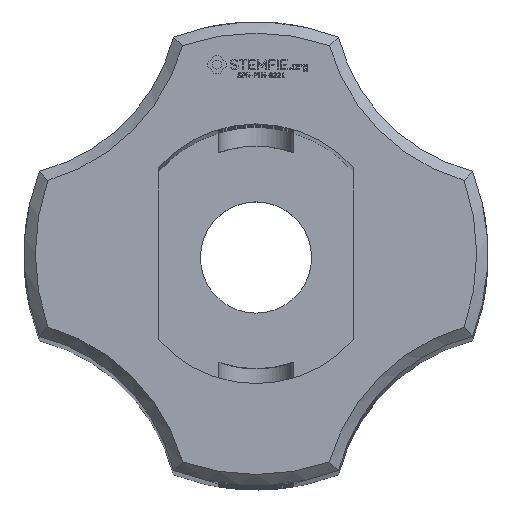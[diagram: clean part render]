
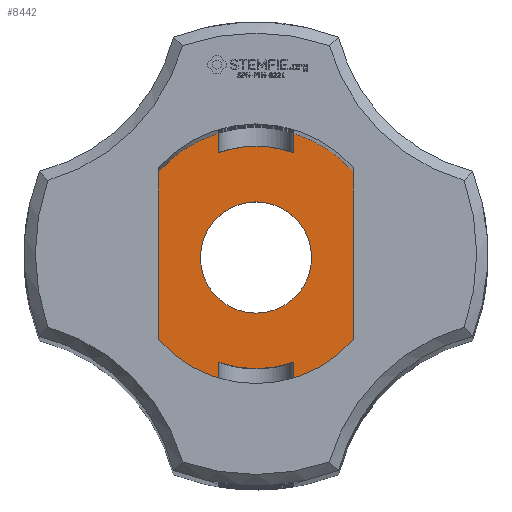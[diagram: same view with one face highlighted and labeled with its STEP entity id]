
A CAD part, top view. The second image highlights one B-rep face of the part: STEP entity #8442.
In plain terms, the highlighted planar face has unit normal (0, 0, 1).
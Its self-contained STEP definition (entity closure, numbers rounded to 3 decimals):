
#2147 = VERTEX_POINT('',#2148);
#2148 = CARTESIAN_POINT('',(2.829,0.998,11.));
#2168 = EDGE_CURVE('',#2169,#2147,#2171,.T.);
#2169 = VERTEX_POINT('',#2170);
#2170 = CARTESIAN_POINT('',(2.625,0.998,11.));
#2171 = LINE('',#2172,#2173);
#2172 = CARTESIAN_POINT('',(71.696,0.998,11.));
#2173 = VECTOR('',#2174,1.);
#2174 = DIRECTION('',(1.,0.,0.));
#2177 = VERTEX_POINT('',#2178);
#2178 = CARTESIAN_POINT('',(2.625,-0.998,11.));
#2185 = EDGE_CURVE('',#2177,#2186,#2188,.T.);
#2186 = VERTEX_POINT('',#2187);
#2187 = CARTESIAN_POINT('',(2.829,-0.998,11.));
#2188 = LINE('',#2189,#2190);
#2189 = CARTESIAN_POINT('',(71.696,-0.998,11.));
#2190 = VECTOR('',#2191,1.);
#2191 = DIRECTION('',(1.,0.,0.));
#8337 = EDGE_CURVE('',#8338,#2169,#8340,.T.);
#8338 = VERTEX_POINT('',#8339);
#8339 = CARTESIAN_POINT('',(2.625,2.315,11.));
#8340 = LINE('',#8341,#8342);
#8341 = CARTESIAN_POINT('',(2.625,2.315,11.));
#8342 = VECTOR('',#8343,1.);
#8343 = DIRECTION('',(0.,-1.,0.));
#8353 = VERTEX_POINT('',#8354);
#8354 = CARTESIAN_POINT('',(2.625,-2.315,11.));
#8360 = EDGE_CURVE('',#2177,#8353,#8361,.T.);
#8361 = LINE('',#8362,#8363);
#8362 = CARTESIAN_POINT('',(2.625,2.315,11.));
#8363 = VECTOR('',#8364,1.);
#8364 = DIRECTION('',(0.,-1.,0.));
#8429 = EDGE_CURVE('',#2147,#2186,#8430,.T.);
#8430 = CIRCLE('',#8431,3.);
#8431 = AXIS2_PLACEMENT_3D('',#8432,#8433,#8434);
#8432 = CARTESIAN_POINT('',(0.,0.,11.));
#8433 = DIRECTION('',(0.,0.,-1.));
#8434 = DIRECTION('',(0.,1.,0.));
#8442 = ADVANCED_FACE('',(#8443,#8584),#8595,.T.);
#8443 = FACE_BOUND('',#8444,.T.);
#8444 = EDGE_LOOP('',(#8445,#8446,#8447,#8448,#8449,#8458,#8466,#8475,
    #8484,#8492,#8501,#8509,#8517,#8526,#8534,#8542,#8551,#8559,#8568,
    #8576,#8583));
#8445 = ORIENTED_EDGE('',*,*,#2185,.T.);
#8446 = ORIENTED_EDGE('',*,*,#8429,.F.);
#8447 = ORIENTED_EDGE('',*,*,#2168,.F.);
#8448 = ORIENTED_EDGE('',*,*,#8337,.F.);
#8449 = ORIENTED_EDGE('',*,*,#8450,.T.);
#8450 = EDGE_CURVE('',#8338,#8451,#8453,.T.);
#8451 = VERTEX_POINT('',#8452);
#8452 = CARTESIAN_POINT('',(0.998,3.355,11.));
#8453 = CIRCLE('',#8454,3.5);
#8454 = AXIS2_PLACEMENT_3D('',#8455,#8456,#8457);
#8455 = CARTESIAN_POINT('',(0.,0.,11.)
  );
#8456 = DIRECTION('',(0.,0.,1.));
#8457 = DIRECTION('',(1.,0.,0.));
#8458 = ORIENTED_EDGE('',*,*,#8459,.T.);
#8459 = EDGE_CURVE('',#8451,#8460,#8462,.T.);
#8460 = VERTEX_POINT('',#8461);
#8461 = CARTESIAN_POINT('',(0.998,2.829,11.));
#8462 = LINE('',#8463,#8464);
#8463 = CARTESIAN_POINT('',(0.998,-71.696,11.));
#8464 = VECTOR('',#8465,1.);
#8465 = DIRECTION('',(0.,-1.,0.));
#8466 = ORIENTED_EDGE('',*,*,#8467,.F.);
#8467 = EDGE_CURVE('',#8468,#8460,#8470,.T.);
#8468 = VERTEX_POINT('',#8469);
#8469 = CARTESIAN_POINT('',(0.,3.,11.));
#8470 = CIRCLE('',#8471,3.);
#8471 = AXIS2_PLACEMENT_3D('',#8472,#8473,#8474);
#8472 = CARTESIAN_POINT('',(0.,0.,11.));
#8473 = DIRECTION('',(0.,0.,-1.));
#8474 = DIRECTION('',(0.,1.,0.));
#8475 = ORIENTED_EDGE('',*,*,#8476,.F.);
#8476 = EDGE_CURVE('',#8477,#8468,#8479,.T.);
#8477 = VERTEX_POINT('',#8478);
#8478 = CARTESIAN_POINT('',(-0.998,2.829,11.));
#8479 = CIRCLE('',#8480,3.);
#8480 = AXIS2_PLACEMENT_3D('',#8481,#8482,#8483);
#8481 = CARTESIAN_POINT('',(0.,0.,11.));
#8482 = DIRECTION('',(0.,0.,-1.));
#8483 = DIRECTION('',(0.,1.,0.));
#8484 = ORIENTED_EDGE('',*,*,#8485,.F.);
#8485 = EDGE_CURVE('',#8486,#8477,#8488,.T.);
#8486 = VERTEX_POINT('',#8487);
#8487 = CARTESIAN_POINT('',(-0.998,3.355,11.));
#8488 = LINE('',#8489,#8490);
#8489 = CARTESIAN_POINT('',(-0.998,-71.696,11.));
#8490 = VECTOR('',#8491,1.);
#8491 = DIRECTION('',(0.,-1.,0.));
#8492 = ORIENTED_EDGE('',*,*,#8493,.T.);
#8493 = EDGE_CURVE('',#8486,#8494,#8496,.T.);
#8494 = VERTEX_POINT('',#8495);
#8495 = CARTESIAN_POINT('',(-2.625,2.315,11.));
#8496 = CIRCLE('',#8497,3.5);
#8497 = AXIS2_PLACEMENT_3D('',#8498,#8499,#8500);
#8498 = CARTESIAN_POINT('',(0.,0.,11.)
  );
#8499 = DIRECTION('',(0.,0.,1.));
#8500 = DIRECTION('',(1.,0.,0.));
#8501 = ORIENTED_EDGE('',*,*,#8502,.T.);
#8502 = EDGE_CURVE('',#8494,#8503,#8505,.T.);
#8503 = VERTEX_POINT('',#8504);
#8504 = CARTESIAN_POINT('',(-2.625,0.998,11.));
#8505 = LINE('',#8506,#8507);
#8506 = CARTESIAN_POINT('',(-2.625,2.315,11.));
#8507 = VECTOR('',#8508,1.);
#8508 = DIRECTION('',(0.,-1.,0.));
#8509 = ORIENTED_EDGE('',*,*,#8510,.F.);
#8510 = EDGE_CURVE('',#8511,#8503,#8513,.T.);
#8511 = VERTEX_POINT('',#8512);
#8512 = CARTESIAN_POINT('',(-2.829,0.998,11.));
#8513 = LINE('',#8514,#8515);
#8514 = CARTESIAN_POINT('',(71.696,0.998,11.));
#8515 = VECTOR('',#8516,1.);
#8516 = DIRECTION('',(1.,0.,0.));
#8517 = ORIENTED_EDGE('',*,*,#8518,.F.);
#8518 = EDGE_CURVE('',#8519,#8511,#8521,.T.);
#8519 = VERTEX_POINT('',#8520);
#8520 = CARTESIAN_POINT('',(-2.829,-0.998,11.));
#8521 = CIRCLE('',#8522,3.);
#8522 = AXIS2_PLACEMENT_3D('',#8523,#8524,#8525);
#8523 = CARTESIAN_POINT('',(0.,0.,11.));
#8524 = DIRECTION('',(0.,0.,-1.));
#8525 = DIRECTION('',(0.,1.,0.));
#8526 = ORIENTED_EDGE('',*,*,#8527,.T.);
#8527 = EDGE_CURVE('',#8519,#8528,#8530,.T.);
#8528 = VERTEX_POINT('',#8529);
#8529 = CARTESIAN_POINT('',(-2.625,-0.998,11.));
#8530 = LINE('',#8531,#8532);
#8531 = CARTESIAN_POINT('',(71.696,-0.998,11.));
#8532 = VECTOR('',#8533,1.);
#8533 = DIRECTION('',(1.,0.,0.));
#8534 = ORIENTED_EDGE('',*,*,#8535,.T.);
#8535 = EDGE_CURVE('',#8528,#8536,#8538,.T.);
#8536 = VERTEX_POINT('',#8537);
#8537 = CARTESIAN_POINT('',(-2.625,-2.315,11.));
#8538 = LINE('',#8539,#8540);
#8539 = CARTESIAN_POINT('',(-2.625,2.315,11.));
#8540 = VECTOR('',#8541,1.);
#8541 = DIRECTION('',(0.,-1.,0.));
#8542 = ORIENTED_EDGE('',*,*,#8543,.T.);
#8543 = EDGE_CURVE('',#8536,#8544,#8546,.T.);
#8544 = VERTEX_POINT('',#8545);
#8545 = CARTESIAN_POINT('',(-0.998,-3.355,11.));
#8546 = CIRCLE('',#8547,3.5);
#8547 = AXIS2_PLACEMENT_3D('',#8548,#8549,#8550);
#8548 = CARTESIAN_POINT('',(0.,0.,11.)
  );
#8549 = DIRECTION('',(0.,0.,1.));
#8550 = DIRECTION('',(1.,0.,0.));
#8551 = ORIENTED_EDGE('',*,*,#8552,.F.);
#8552 = EDGE_CURVE('',#8553,#8544,#8555,.T.);
#8553 = VERTEX_POINT('',#8554);
#8554 = CARTESIAN_POINT('',(-0.998,-2.829,11.));
#8555 = LINE('',#8556,#8557);
#8556 = CARTESIAN_POINT('',(-0.998,-71.696,11.));
#8557 = VECTOR('',#8558,1.);
#8558 = DIRECTION('',(0.,-1.,0.));
#8559 = ORIENTED_EDGE('',*,*,#8560,.F.);
#8560 = EDGE_CURVE('',#8561,#8553,#8563,.T.);
#8561 = VERTEX_POINT('',#8562);
#8562 = CARTESIAN_POINT('',(0.998,-2.829,11.));
#8563 = CIRCLE('',#8564,3.);
#8564 = AXIS2_PLACEMENT_3D('',#8565,#8566,#8567);
#8565 = CARTESIAN_POINT('',(0.,0.,11.));
#8566 = DIRECTION('',(0.,0.,-1.));
#8567 = DIRECTION('',(0.,1.,0.));
#8568 = ORIENTED_EDGE('',*,*,#8569,.T.);
#8569 = EDGE_CURVE('',#8561,#8570,#8572,.T.);
#8570 = VERTEX_POINT('',#8571);
#8571 = CARTESIAN_POINT('',(0.998,-3.355,11.));
#8572 = LINE('',#8573,#8574);
#8573 = CARTESIAN_POINT('',(0.998,-71.696,11.));
#8574 = VECTOR('',#8575,1.);
#8575 = DIRECTION('',(0.,-1.,0.));
#8576 = ORIENTED_EDGE('',*,*,#8577,.T.);
#8577 = EDGE_CURVE('',#8570,#8353,#8578,.T.);
#8578 = CIRCLE('',#8579,3.5);
#8579 = AXIS2_PLACEMENT_3D('',#8580,#8581,#8582);
#8580 = CARTESIAN_POINT('',(0.,0.,11.)
  );
#8581 = DIRECTION('',(0.,0.,1.));
#8582 = DIRECTION('',(1.,0.,0.));
#8583 = ORIENTED_EDGE('',*,*,#8360,.F.);
#8584 = FACE_BOUND('',#8585,.T.);
#8585 = EDGE_LOOP('',(#8586));
#8586 = ORIENTED_EDGE('',*,*,#8587,.T.);
#8587 = EDGE_CURVE('',#8588,#8588,#8590,.T.);
#8588 = VERTEX_POINT('',#8589);
#8589 = CARTESIAN_POINT('',(0.,1.5,11.));
#8590 = CIRCLE('',#8591,1.5);
#8591 = AXIS2_PLACEMENT_3D('',#8592,#8593,#8594);
#8592 = CARTESIAN_POINT('',(0.,0.,11.));
#8593 = DIRECTION('',(0.,0.,-1.));
#8594 = DIRECTION('',(0.,1.,0.));
#8595 = PLANE('',#8596);
#8596 = AXIS2_PLACEMENT_3D('',#8597,#8598,#8599);
#8597 = CARTESIAN_POINT('',(0.,0.001,11.)
  );
#8598 = DIRECTION('',(0.,0.,1.));
#8599 = DIRECTION('',(0.,1.,0.));
